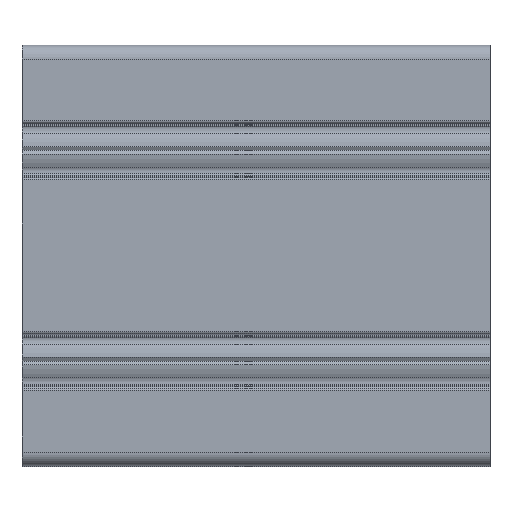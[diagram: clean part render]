
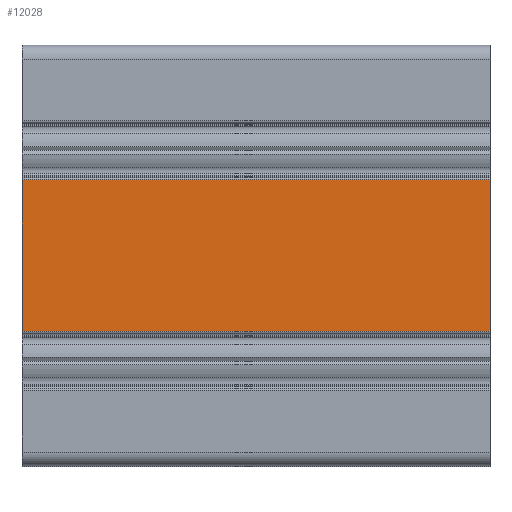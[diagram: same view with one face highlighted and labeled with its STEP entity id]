
A CAD part, top view. The second image highlights one B-rep face of the part: STEP entity #12028.
In plain terms, the highlighted planar face has unit normal (0, 0, 1).
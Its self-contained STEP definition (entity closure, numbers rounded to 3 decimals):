
#115 = VERTEX_POINT ( 'NONE', #6028 ) ;
#450 = LINE ( 'NONE', #7767, #12347 ) ;
#982 = EDGE_LOOP ( 'NONE', ( #11968, #13815, #16766, #17395 ) ) ;
#1936 = DIRECTION ( 'NONE',  ( 0., -1., 0. ) ) ;
#1997 = EDGE_CURVE ( 'NONE', #115, #8003, #11039, .T. ) ;
#2521 = VECTOR ( 'NONE', #5443, 1000. ) ;
#4149 = LINE ( 'NONE', #14956, #10669 ) ;
#4512 = CARTESIAN_POINT ( 'NONE',  ( 59.184, 71.098, 45. ) ) ;
#4543 = EDGE_CURVE ( 'NONE', #115, #17821, #4149, .T. ) ;
#4575 = CARTESIAN_POINT ( 'NONE',  ( 59.184, 71.098, 45. ) ) ;
#5443 = DIRECTION ( 'NONE',  ( -1., 0., 0. ) ) ;
#6028 = CARTESIAN_POINT ( 'NONE',  ( 59.184, 71.098, 45. ) ) ;
#6692 = EDGE_CURVE ( 'NONE', #17821, #12437, #10617, .T. ) ;
#6880 = CARTESIAN_POINT ( 'NONE',  ( 59.184, 38.698, 45. ) ) ;
#7767 = CARTESIAN_POINT ( 'NONE',  ( -40.816, 71.098, 45. ) ) ;
#7823 = DIRECTION ( 'NONE',  ( 0., -1., 0. ) ) ;
#8003 = VERTEX_POINT ( 'NONE', #12805 ) ;
#8203 = AXIS2_PLACEMENT_3D ( 'NONE', #4575, #10282, #17489 ) ;
#9397 = EDGE_CURVE ( 'NONE', #8003, #12437, #450, .T. ) ;
#10282 = DIRECTION ( 'NONE',  ( 0., 0., -1. ) ) ;
#10432 = FACE_OUTER_BOUND ( 'NONE', #982, .T. ) ;
#10617 = LINE ( 'NONE', #13855, #2521 ) ;
#10669 = VECTOR ( 'NONE', #1936, 1000. ) ;
#11039 = LINE ( 'NONE', #4512, #14392 ) ;
#11861 = PLANE ( 'NONE',  #8203 ) ;
#11968 = ORIENTED_EDGE ( 'NONE', *, *, #9397, .T. ) ;
#12028 = ADVANCED_FACE ( 'NONE', ( #10432 ), #11861, .F. ) ;
#12347 = VECTOR ( 'NONE', #7823, 1000. ) ;
#12437 = VERTEX_POINT ( 'NONE', #15641 ) ;
#12805 = CARTESIAN_POINT ( 'NONE',  ( -40.816, 71.098, 45. ) ) ;
#13045 = DIRECTION ( 'NONE',  ( -1., 0., 0. ) ) ;
#13815 = ORIENTED_EDGE ( 'NONE', *, *, #6692, .F. ) ;
#13855 = CARTESIAN_POINT ( 'NONE',  ( 59.184, 38.698, 45. ) ) ;
#14392 = VECTOR ( 'NONE', #13045, 1000. ) ;
#14956 = CARTESIAN_POINT ( 'NONE',  ( 59.184, 71.098, 45. ) ) ;
#15641 = CARTESIAN_POINT ( 'NONE',  ( -40.816, 38.698, 45. ) ) ;
#16766 = ORIENTED_EDGE ( 'NONE', *, *, #4543, .F. ) ;
#17395 = ORIENTED_EDGE ( 'NONE', *, *, #1997, .T. ) ;
#17489 = DIRECTION ( 'NONE',  ( -1., 0., 0. ) ) ;
#17821 = VERTEX_POINT ( 'NONE', #6880 ) ;
